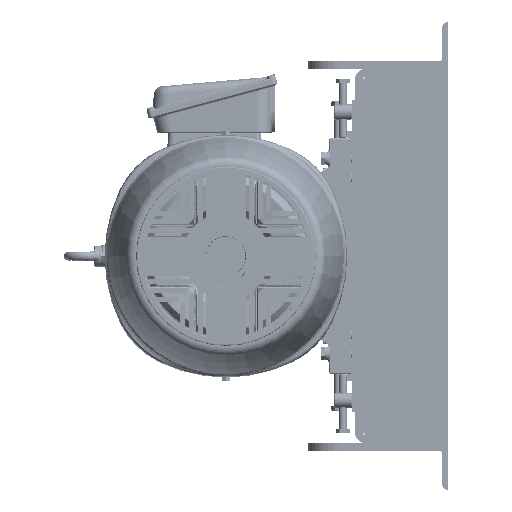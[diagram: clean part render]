
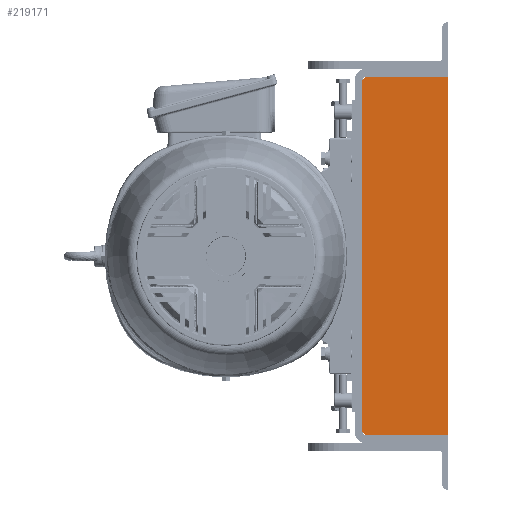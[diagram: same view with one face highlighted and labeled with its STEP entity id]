
A CAD part, left-side view. The second image highlights one B-rep face of the part: STEP entity #219171.
In plain terms, the highlighted planar face has unit normal (-1, 0, 0).
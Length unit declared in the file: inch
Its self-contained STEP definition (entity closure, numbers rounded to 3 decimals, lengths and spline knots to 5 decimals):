
#10023 = CARTESIAN_POINT ( 'NONE',  ( 0., 0., -0.5 ) ) ;
#13528 = EDGE_CURVE ( 'NONE', #367628, #91142, #185035, .T. ) ;
#15162 = DIRECTION ( 'NONE',  ( 0., 1., 0. ) ) ;
#16752 = VERTEX_POINT ( 'NONE', #58122 ) ;
#21124 = CARTESIAN_POINT ( 'NONE',  ( 0., 5.5, -0.75 ) ) ;
#51620 = DIRECTION ( 'NONE',  ( 0., 0.707, 0.707 ) ) ;
#58122 = CARTESIAN_POINT ( 'NONE',  ( 0., 5.25, -23.5 ) ) ;
#62449 = ORIENTED_EDGE ( 'NONE', *, *, #13528, .F. ) ;
#68435 = VECTOR ( 'NONE', #51620, 39.37008 ) ;
#78539 = DIRECTION ( 'NONE',  ( 0., 0., 1. ) ) ;
#85281 = ORIENTED_EDGE ( 'NONE', *, *, #182154, .F. ) ;
#91142 = VERTEX_POINT ( 'NONE', #21124 ) ;
#95197 = CARTESIAN_POINT ( 'NONE',  ( 0., 5.25, -23.5 ) ) ;
#97356 = DIRECTION ( 'NONE',  ( 0., 0., -1. ) ) ;
#107952 = VECTOR ( 'NONE', #291016, 39.37008 ) ;
#112184 = VECTOR ( 'NONE', #15162, 39.37008 ) ;
#132063 = LINE ( 'NONE', #256701, #68435 ) ;
#150765 = EDGE_CURVE ( 'NONE', #16752, #367628, #132063, .T. ) ;
#152988 = CARTESIAN_POINT ( 'NONE',  ( 0., 5.5, -23.25 ) ) ;
#155691 = CARTESIAN_POINT ( 'NONE',  ( 0., 0., -23.5 ) ) ;
#174507 = LINE ( 'NONE', #10023, #368903 ) ;
#175939 = CARTESIAN_POINT ( 'NONE',  ( 0., 5.5, -0.75 ) ) ;
#182154 = EDGE_CURVE ( 'NONE', #301792, #16752, #347614, .T. ) ;
#182188 = LINE ( 'NONE', #155691, #240960 ) ;
#182984 = CARTESIAN_POINT ( 'NONE',  ( 0., 5.25, -0.5 ) ) ;
#185035 = LINE ( 'NONE', #175939, #107952 ) ;
#187845 = EDGE_CURVE ( 'NONE', #362499, #276990, #174507, .T. ) ;
#194974 = DIRECTION ( 'NONE',  ( -1., 0., 0. ) ) ;
#198691 = PLANE ( 'NONE',  #235597 ) ;
#205452 = CARTESIAN_POINT ( 'NONE',  ( 0., 0., -0.5 ) ) ;
#206766 = VECTOR ( 'NONE', #236851, 39.37008 ) ;
#219171 = ADVANCED_FACE ( 'NONE', ( #234919 ), #198691, .T. ) ;
#234919 = FACE_OUTER_BOUND ( 'NONE', #253863, .T. ) ;
#235597 = AXIS2_PLACEMENT_3D ( 'NONE', #366891, #194974, #78539 ) ;
#236851 = DIRECTION ( 'NONE',  ( 0., -0.707, 0.707 ) ) ;
#240633 = CARTESIAN_POINT ( 'NONE',  ( 0., 5.25, -0.5 ) ) ;
#240960 = VECTOR ( 'NONE', #97356, 39.37008 ) ;
#253863 = EDGE_LOOP ( 'NONE', ( #322672, #331875, #347141, #62449, #309565, #85281 ) ) ;
#256701 = CARTESIAN_POINT ( 'NONE',  ( 0., 5.5, -23.25 ) ) ;
#276990 = VERTEX_POINT ( 'NONE', #205452 ) ;
#291016 = DIRECTION ( 'NONE',  ( 0., 0., 1. ) ) ;
#301792 = VERTEX_POINT ( 'NONE', #368217 ) ;
#302389 = DIRECTION ( 'NONE',  ( 0., -1., 0. ) ) ;
#309565 = ORIENTED_EDGE ( 'NONE', *, *, #150765, .F. ) ;
#315554 = EDGE_CURVE ( 'NONE', #91142, #362499, #369605, .T. ) ;
#320964 = EDGE_CURVE ( 'NONE', #276990, #301792, #182188, .T. ) ;
#322672 = ORIENTED_EDGE ( 'NONE', *, *, #320964, .F. ) ;
#331875 = ORIENTED_EDGE ( 'NONE', *, *, #187845, .F. ) ;
#347141 = ORIENTED_EDGE ( 'NONE', *, *, #315554, .F. ) ;
#347614 = LINE ( 'NONE', #95197, #112184 ) ;
#362499 = VERTEX_POINT ( 'NONE', #182984 ) ;
#366891 = CARTESIAN_POINT ( 'NONE',  ( 0., 0., 0.39488 ) ) ;
#367628 = VERTEX_POINT ( 'NONE', #152988 ) ;
#368217 = CARTESIAN_POINT ( 'NONE',  ( 0., 0., -23.5 ) ) ;
#368903 = VECTOR ( 'NONE', #302389, 39.37008 ) ;
#369605 = LINE ( 'NONE', #240633, #206766 ) ;
